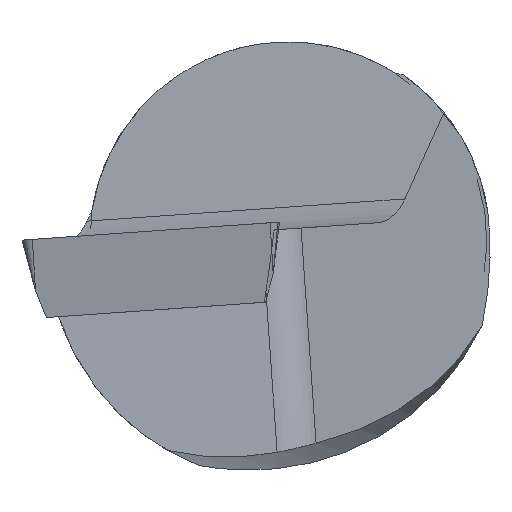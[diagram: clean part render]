
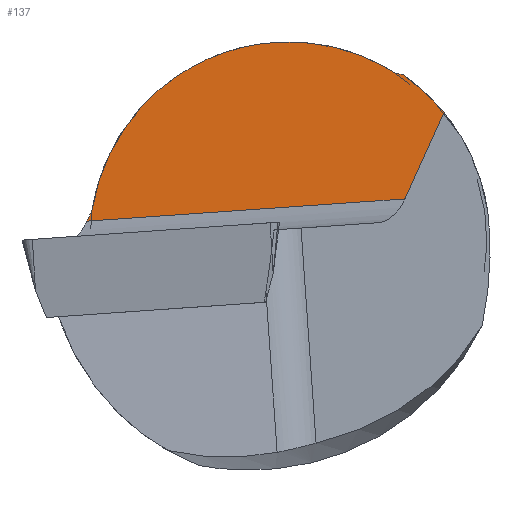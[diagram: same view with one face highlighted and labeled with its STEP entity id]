
A CAD part, left-side view. The second image highlights one B-rep face of the part: STEP entity #137.
In plain terms, the highlighted planar face has unit normal (-0.656, 0.314, 0.687).
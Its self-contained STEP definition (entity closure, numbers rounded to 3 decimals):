
#120=PLANE('',#554);
#137=ADVANCED_FACE('',(#169),#120,.T.);
#169=FACE_OUTER_BOUND('',#193,.T.);
#193=EDGE_LOOP('',(#325,#326,#327,#328,#329,#330));
#237=LINE('',#778,#270);
#240=LINE('',#789,#273);
#270=VECTOR('',#617,1.);
#273=VECTOR('',#628,1.);
#325=ORIENTED_EDGE('',*,*,#477,.F.);
#326=ORIENTED_EDGE('',*,*,#485,.F.);
#327=ORIENTED_EDGE('',*,*,#475,.F.);
#328=ORIENTED_EDGE('',*,*,#486,.F.);
#329=ORIENTED_EDGE('',*,*,#480,.F.);
#330=ORIENTED_EDGE('',*,*,#487,.T.);
#432=VERTEX_POINT('',#767);
#433=VERTEX_POINT('',#769);
#434=VERTEX_POINT('',#771);
#435=VERTEX_POINT('',#773);
#436=VERTEX_POINT('',#777);
#437=VERTEX_POINT('',#779);
#475=EDGE_CURVE('',#432,#433,#526,.T.);
#477=EDGE_CURVE('',#434,#435,#527,.T.);
#480=EDGE_CURVE('',#436,#437,#237,.T.);
#485=EDGE_CURVE('',#433,#434,#531,.T.);
#486=EDGE_CURVE('',#437,#432,#240,.T.);
#487=EDGE_CURVE('',#436,#435,#532,.T.);
#526=ELLIPSE('',#543,22.182,12.267);
#527=ELLIPSE('',#545,22.182,12.267);
#531=ELLIPSE('',#552,12.202,8.);
#532=ELLIPSE('',#553,12.385,8.12);
#543=AXIS2_PLACEMENT_3D('',#768,#605,#606);
#545=AXIS2_PLACEMENT_3D('',#772,#609,#610);
#552=AXIS2_PLACEMENT_3D('',#788,#626,#627);
#553=AXIS2_PLACEMENT_3D('',#790,#629,#630);
#554=AXIS2_PLACEMENT_3D('',#791,#631,#632);
#605=DIRECTION('',(0.656,-0.314,-0.687));
#606=DIRECTION('',(-0.755,-0.272,-0.596));
#609=DIRECTION('',(0.656,-0.314,-0.687));
#610=DIRECTION('',(-0.755,-0.272,-0.596));
#617=DIRECTION('',(-0.604,0.328,-0.726));
#626=DIRECTION('',(0.656,-0.314,-0.687));
#627=DIRECTION('',(-0.755,-0.272,-0.596));
#628=DIRECTION('',(0.375,0.925,-0.065));
#629=DIRECTION('',(-0.656,0.314,0.687));
#630=DIRECTION('',(-0.755,-0.272,-0.596));
#631=DIRECTION('',(-0.656,0.314,0.687));
#632=DIRECTION('',(0.723,0.,0.69));
#767=CARTESIAN_POINT('',(14.166,8.118,0.782));
#768=CARTESIAN_POINT('',(0.469,-3.243,-7.105));
#769=CARTESIAN_POINT('',(14.5,7.91,1.195));
#771=CARTESIAN_POINT('',(14.5,-4.279,6.759));
#772=CARTESIAN_POINT('',(0.469,-3.243,-7.105));
#773=CARTESIAN_POINT('',(14.243,-4.627,6.673));
#777=CARTESIAN_POINT('',(11.871,-6.27,5.159));
#778=CARTESIAN_POINT('',(7.099,-3.682,-0.577));
#779=CARTESIAN_POINT('',(8.975,-4.7,1.678));
#788=CARTESIAN_POINT('',(9.464,0.,0.));
#789=CARTESIAN_POINT('',(18.375,18.51,0.055));
#790=CARTESIAN_POINT('',(9.464,0.,0.));
#791=CARTESIAN_POINT('',(18.375,18.51,0.055));
